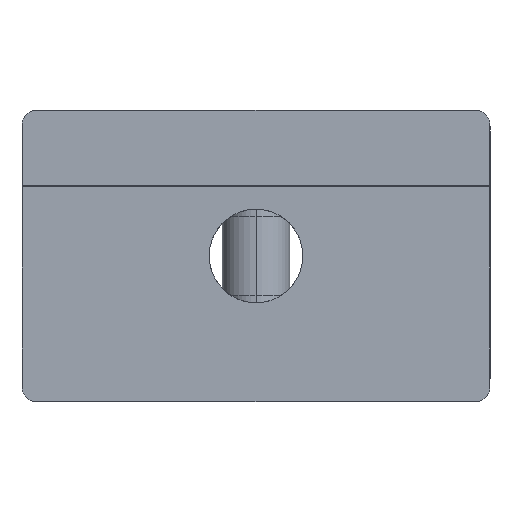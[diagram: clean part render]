
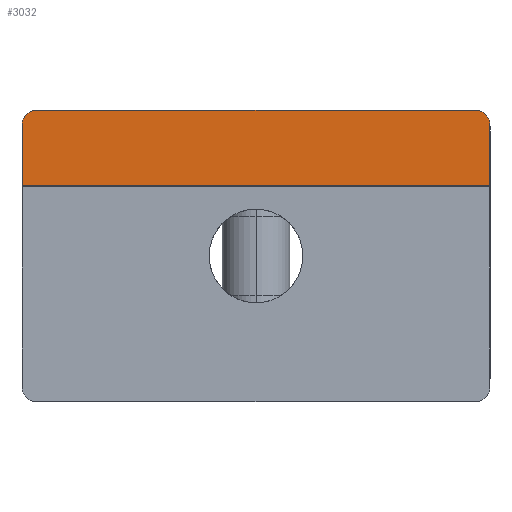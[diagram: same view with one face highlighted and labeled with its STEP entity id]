
A CAD part, left-side view. The second image highlights one B-rep face of the part: STEP entity #3032.
In plain terms, the highlighted cylindrical face has radius 500000 mm (diameter 1e+06 mm), a partial arc.
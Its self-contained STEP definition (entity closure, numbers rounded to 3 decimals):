
#148 = DIRECTION ( 'NONE',  ( 0., -1., 0. ) ) ;
#242 = VERTEX_POINT ( 'NONE', #3077 ) ;
#254 = VERTEX_POINT ( 'NONE', #443 ) ;
#373 = DIRECTION ( 'NONE',  ( 1., 0., 0. ) ) ;
#393 = FACE_OUTER_BOUND ( 'NONE', #3463, .T. ) ;
#437 = CARTESIAN_POINT ( 'NONE',  ( -63., -21.687, 13.919 ) ) ;
#443 = CARTESIAN_POINT ( 'NONE',  ( -63., -22.5, 12.544 ) ) ;
#450 = ORIENTED_EDGE ( 'NONE', *, *, #1984, .T. ) ;
#567 = LINE ( 'NONE', #2437, #2767 ) ;
#600 = EDGE_CURVE ( 'NONE', #254, #3272, #2825, .T. ) ;
#624 = ORIENTED_EDGE ( 'NONE', *, *, #1598, .T. ) ;
#644 = CARTESIAN_POINT ( 'NONE',  ( -63., -22.364, 13.191 ) ) ;
#671 = CARTESIAN_POINT ( 'NONE',  ( -500063., -22.5, 0. ) ) ;
#698 = CARTESIAN_POINT ( 'NONE',  ( -500063., -39., 0. ) ) ;
#924 = CYLINDRICAL_SURFACE ( 'NONE', #983, 500000. ) ;
#925 = CARTESIAN_POINT ( 'NONE',  ( -63., -21.362, 14. ) ) ;
#951 = VECTOR ( 'NONE', #2893, 1000. ) ;
#960 = CARTESIAN_POINT ( 'NONE',  ( -63., 22.387, 13.205 ) ) ;
#983 = AXIS2_PLACEMENT_3D ( 'NONE', #698, #2613, #2006 ) ;
#1110 = CIRCLE ( 'NONE', #2020, 500000. ) ;
#1221 = CARTESIAN_POINT ( 'NONE',  ( -63., 21.362, 14. ) ) ;
#1231 = LINE ( 'NONE', #1817, #951 ) ;
#1284 = B_SPLINE_CURVE_WITH_KNOTS ( 'NONE', 3,
 ( #1221, #3459, #2313, #2330, #3422, #960, #3196, #3212 ),
 .UNSPECIFIED., .F., .F.,
 ( 4, 2, 2, 4 ),
 ( 0., 0., 0.001, 0.002 ),
 .UNSPECIFIED. ) ;
#1388 = CIRCLE ( 'NONE', #1675, 500000. ) ;
#1466 = EDGE_CURVE ( 'NONE', #254, #2023, #1110, .T. ) ;
#1473 = CARTESIAN_POINT ( 'NONE',  ( -63., 22.5, 12.544 ) ) ;
#1481 = CARTESIAN_POINT ( 'NONE',  ( -63., -22.473, 12.875 ) ) ;
#1492 = ORIENTED_EDGE ( 'NONE', *, *, #1466, .F. ) ;
#1598 = EDGE_CURVE ( 'NONE', #242, #2023, #1231, .T. ) ;
#1605 = DIRECTION ( 'NONE',  ( 0., 1., 0. ) ) ;
#1675 = AXIS2_PLACEMENT_3D ( 'NONE', #2831, #148, #373 ) ;
#1817 = CARTESIAN_POINT ( 'NONE',  ( -63., -39., 6.75 ) ) ;
#1984 = EDGE_CURVE ( 'NONE', #3272, #3061, #567, .T. ) ;
#2006 = DIRECTION ( 'NONE',  ( 0., 0., 1. ) ) ;
#2020 = AXIS2_PLACEMENT_3D ( 'NONE', #671, #2856, #2595 ) ;
#2023 = VERTEX_POINT ( 'NONE', #3273 ) ;
#2313 = CARTESIAN_POINT ( 'NONE',  ( -63., 21.676, 13.894 ) ) ;
#2330 = CARTESIAN_POINT ( 'NONE',  ( -63., 21.957, 13.712 ) ) ;
#2392 = ORIENTED_EDGE ( 'NONE', *, *, #600, .T. ) ;
#2437 = CARTESIAN_POINT ( 'NONE',  ( -63., -39., 14. ) ) ;
#2531 = EDGE_CURVE ( 'NONE', #242, #3325, #1388, .T. ) ;
#2591 = CARTESIAN_POINT ( 'NONE',  ( -63., -22.285, 13.336 ) ) ;
#2595 = DIRECTION ( 'NONE',  ( 0., 0., 1. ) ) ;
#2613 = DIRECTION ( 'NONE',  ( 0., 1., 0. ) ) ;
#2701 = EDGE_CURVE ( 'NONE', #3061, #3325, #1284, .T. ) ;
#2767 = VECTOR ( 'NONE', #1605, 1000. ) ;
#2825 = B_SPLINE_CURVE_WITH_KNOTS ( 'NONE', 3,
 ( #3124, #2890, #1481, #644, #2591, #2836, #437, #925 ),
 .UNSPECIFIED., .F., .F.,
 ( 4, 2, 2, 4 ),
 ( 0., 0., 0.001, 0.002 ),
 .UNSPECIFIED. ) ;
#2831 = CARTESIAN_POINT ( 'NONE',  ( -500063., 22.5, 0. ) ) ;
#2836 = CARTESIAN_POINT ( 'NONE',  ( -63., -21.976, 13.731 ) ) ;
#2856 = DIRECTION ( 'NONE',  ( 0., 1., 0. ) ) ;
#2890 = CARTESIAN_POINT ( 'NONE',  ( -63., -22.5, 12.712 ) ) ;
#2893 = DIRECTION ( 'NONE',  ( 0., -1., 0. ) ) ;
#2906 = CARTESIAN_POINT ( 'NONE',  ( -63., 21.362, 14. ) ) ;
#2979 = ORIENTED_EDGE ( 'NONE', *, *, #2531, .F. ) ;
#3032 = ADVANCED_FACE ( 'NONE', ( #393 ), #924, .F. ) ;
#3060 = CARTESIAN_POINT ( 'NONE',  ( -63., -21.362, 14. ) ) ;
#3061 = VERTEX_POINT ( 'NONE', #2906 ) ;
#3077 = CARTESIAN_POINT ( 'NONE',  ( -63., 22.5, 6.75 ) ) ;
#3124 = CARTESIAN_POINT ( 'NONE',  ( -63., -22.5, 12.544 ) ) ;
#3196 = CARTESIAN_POINT ( 'NONE',  ( -63., 22.5, 12.879 ) ) ;
#3205 = ORIENTED_EDGE ( 'NONE', *, *, #2701, .T. ) ;
#3212 = CARTESIAN_POINT ( 'NONE',  ( -63., 22.5, 12.544 ) ) ;
#3272 = VERTEX_POINT ( 'NONE', #3060 ) ;
#3273 = CARTESIAN_POINT ( 'NONE',  ( -63., -22.5, 6.75 ) ) ;
#3325 = VERTEX_POINT ( 'NONE', #1473 ) ;
#3422 = CARTESIAN_POINT ( 'NONE',  ( -63., 22.079, 13.6 ) ) ;
#3459 = CARTESIAN_POINT ( 'NONE',  ( -63., 21.524, 13.96 ) ) ;
#3463 = EDGE_LOOP ( 'NONE', ( #1492, #2392, #450, #3205, #2979, #624 ) ) ;
